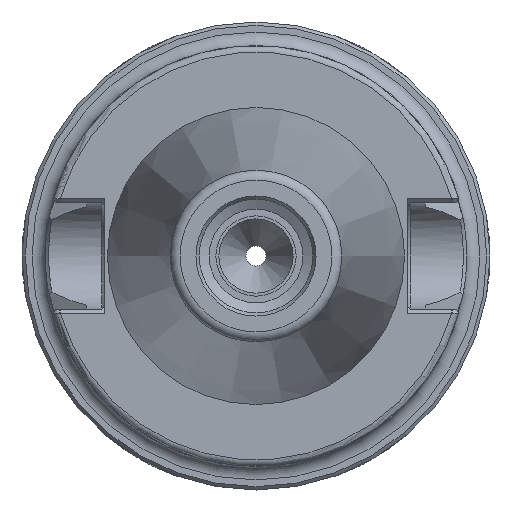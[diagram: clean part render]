
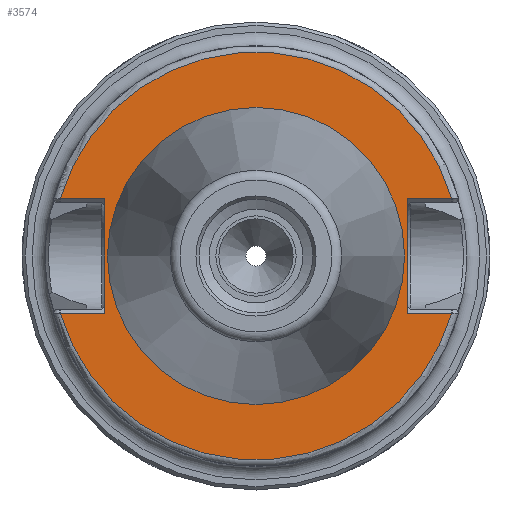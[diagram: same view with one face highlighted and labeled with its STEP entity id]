
A CAD part, left-side view. The second image highlights one B-rep face of the part: STEP entity #3574.
In plain terms, the highlighted planar face has unit normal (-1, 0, 0).
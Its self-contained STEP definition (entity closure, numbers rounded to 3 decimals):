
#27=FACE_BOUND('',#657,.T.);
#176=CIRCLE('',#3865,30.5);
#177=CIRCLE('',#3867,30.5);
#178=CIRCLE('',#3868,22.);
#179=CIRCLE('',#3869,22.);
#459=FACE_OUTER_BOUND('',#656,.T.);
#656=EDGE_LOOP('',(#2890,#2891,#2892,#2893,#2894,#2895,#2896,#2897));
#657=EDGE_LOOP('',(#2898,#2899));
#1015=LINE('',#6572,#1256);
#1023=LINE('',#6790,#1264);
#1025=LINE('',#6858,#1266);
#1026=LINE('',#6862,#1267);
#1027=LINE('',#6864,#1268);
#1028=LINE('',#6865,#1269);
#1256=VECTOR('',#4568,10.);
#1264=VECTOR('',#4594,10.);
#1266=VECTOR('',#4612,10.);
#1267=VECTOR('',#4615,10.);
#1268=VECTOR('',#4616,10.);
#1269=VECTOR('',#4617,10.);
#1574=VERTEX_POINT('',#6568);
#1575=VERTEX_POINT('',#6570);
#1594=VERTEX_POINT('',#6786);
#1601=VERTEX_POINT('',#6836);
#1603=VERTEX_POINT('',#6857);
#1604=VERTEX_POINT('',#6859);
#1605=VERTEX_POINT('',#6861);
#1606=VERTEX_POINT('',#6863);
#1607=VERTEX_POINT('',#6866);
#1608=VERTEX_POINT('',#6867);
#2051=EDGE_CURVE('',#1574,#1575,#1015,.T.);
#2076=EDGE_CURVE('',#1574,#1594,#1023,.T.);
#2086=EDGE_CURVE('',#1594,#1601,#176,.T.);
#2089=EDGE_CURVE('',#1603,#1575,#1025,.T.);
#2090=EDGE_CURVE('',#1604,#1603,#177,.T.);
#2091=EDGE_CURVE('',#1605,#1604,#1026,.T.);
#2092=EDGE_CURVE('',#1605,#1606,#1027,.T.);
#2093=EDGE_CURVE('',#1601,#1606,#1028,.T.);
#2094=EDGE_CURVE('',#1607,#1608,#178,.T.);
#2095=EDGE_CURVE('',#1608,#1607,#179,.T.);
#2890=ORIENTED_EDGE('',*,*,#2076,.F.);
#2891=ORIENTED_EDGE('',*,*,#2051,.T.);
#2892=ORIENTED_EDGE('',*,*,#2089,.F.);
#2893=ORIENTED_EDGE('',*,*,#2090,.F.);
#2894=ORIENTED_EDGE('',*,*,#2091,.F.);
#2895=ORIENTED_EDGE('',*,*,#2092,.T.);
#2896=ORIENTED_EDGE('',*,*,#2093,.F.);
#2897=ORIENTED_EDGE('',*,*,#2086,.F.);
#2898=ORIENTED_EDGE('',*,*,#2094,.T.);
#2899=ORIENTED_EDGE('',*,*,#2095,.T.);
#3425=PLANE('',#3866);
#3574=ADVANCED_FACE('',(#459,#27),#3425,.T.);
#3865=AXIS2_PLACEMENT_3D('',#6837,#4608,#4609);
#3866=AXIS2_PLACEMENT_3D('',#6856,#4610,#4611);
#3867=AXIS2_PLACEMENT_3D('',#6860,#4613,#4614);
#3868=AXIS2_PLACEMENT_3D('',#6868,#4618,#4619);
#3869=AXIS2_PLACEMENT_3D('',#6869,#4620,#4621);
#4568=DIRECTION('',(0.,0.,-1.));
#4594=DIRECTION('',(0.,1.,0.));
#4608=DIRECTION('center_axis',(1.,0.,0.));
#4609=DIRECTION('ref_axis',(0.,0.,-1.));
#4610=DIRECTION('center_axis',(-1.,0.,0.));
#4611=DIRECTION('ref_axis',(0.,0.,1.));
#4612=DIRECTION('',(0.,-1.,0.));
#4613=DIRECTION('center_axis',(1.,0.,0.));
#4614=DIRECTION('ref_axis',(0.,0.,-1.));
#4615=DIRECTION('',(0.,-1.,0.));
#4616=DIRECTION('',(0.,0.,1.));
#4617=DIRECTION('',(0.,1.,0.));
#4618=DIRECTION('center_axis',(1.,0.,0.));
#4619=DIRECTION('ref_axis',(0.,0.,-1.));
#4620=DIRECTION('center_axis',(1.,0.,0.));
#4621=DIRECTION('ref_axis',(0.,0.,-1.));
#6568=CARTESIAN_POINT('',(71.394,26.677,8.55));
#6570=CARTESIAN_POINT('',(71.394,26.677,-8.55));
#6572=CARTESIAN_POINT('',(71.394,26.677,4.025));
#6786=CARTESIAN_POINT('',(71.394,33.354,8.55));
#6790=CARTESIAN_POINT('',(71.394,38.914,8.55));
#6836=CARTESIAN_POINT('',(71.394,-25.2,8.55));
#6837=CARTESIAN_POINT('Origin',(71.394,4.077,0.));
#6856=CARTESIAN_POINT('Origin',(71.394,34.577,0.));
#6857=CARTESIAN_POINT('',(71.394,33.354,-8.55));
#6858=CARTESIAN_POINT('',(71.394,30.627,-8.55));
#6859=CARTESIAN_POINT('',(71.394,-25.2,-8.55));
#6860=CARTESIAN_POINT('Origin',(71.394,4.077,0.));
#6861=CARTESIAN_POINT('',(71.394,-18.523,-8.55));
#6862=CARTESIAN_POINT('',(71.394,-0.26,-8.55));
#6863=CARTESIAN_POINT('',(71.394,-18.523,8.55));
#6864=CARTESIAN_POINT('',(71.394,-18.523,-4.025));
#6865=CARTESIAN_POINT('',(71.394,8.027,8.55));
#6866=CARTESIAN_POINT('',(71.394,26.077,0.));
#6867=CARTESIAN_POINT('',(71.394,-17.923,0.));
#6868=CARTESIAN_POINT('Origin',(71.394,4.077,0.));
#6869=CARTESIAN_POINT('Origin',(71.394,4.077,0.));
